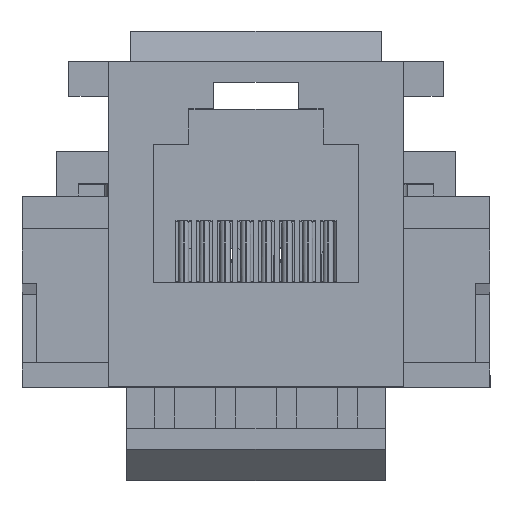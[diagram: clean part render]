
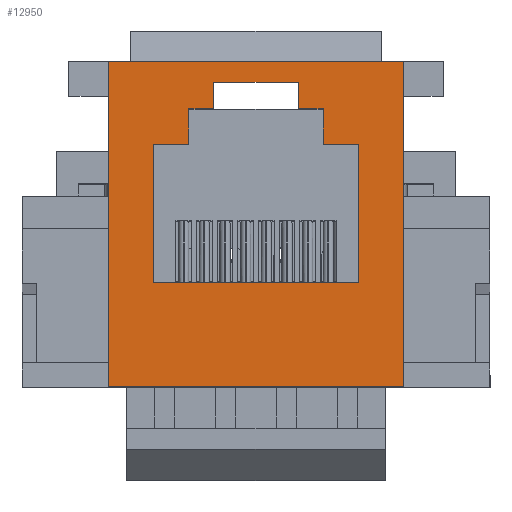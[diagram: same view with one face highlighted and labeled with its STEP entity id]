
A CAD part, top view. The second image highlights one B-rep face of the part: STEP entity #12950.
In plain terms, the highlighted planar face has unit normal (0, 0, 1).
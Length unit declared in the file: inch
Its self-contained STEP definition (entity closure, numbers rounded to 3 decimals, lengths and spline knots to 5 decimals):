
#315 = DIRECTION ( 'NONE',  ( 1., 0., 0. ) ) ;
#316 = DIRECTION ( 'NONE',  ( 0., 0., 1. ) ) ;
#322 = PLANE ( 'NONE',  #3979 ) ;
#328 = CARTESIAN_POINT ( 'NONE',  ( -0.28543, -0.31496, 0.49606 ) ) ;
#1064 = LINE ( 'NONE', #6800, #1091 ) ;
#1087 = LINE ( 'NONE', #6787, #1089 ) ;
#1088 = LINE ( 'NONE', #6798, #1093 ) ;
#1089 = VECTOR ( 'NONE', #6784, 39.37008 ) ;
#1090 = LINE ( 'NONE', #6786, #1095 ) ;
#1091 = VECTOR ( 'NONE', #6780, 39.37008 ) ;
#1092 = LINE ( 'NONE', #6778, #1097 ) ;
#1093 = VECTOR ( 'NONE', #6774, 39.37008 ) ;
#1095 = VECTOR ( 'NONE', #6764, 39.37008 ) ;
#1096 = LINE ( 'NONE', #6761, #1101 ) ;
#1097 = VECTOR ( 'NONE', #6760, 39.37008 ) ;
#1101 = VECTOR ( 'NONE', #6744, 39.37008 ) ;
#3422 = VERTEX_POINT ( 'NONE', #5351 ) ;
#3423 = VERTEX_POINT ( 'NONE', #5350 ) ;
#3424 = VERTEX_POINT ( 'NONE', #5348 ) ;
#3425 = VERTEX_POINT ( 'NONE', #5347 ) ;
#3426 = VERTEX_POINT ( 'NONE', #5346 ) ;
#3427 = VERTEX_POINT ( 'NONE', #5345 ) ;
#3428 = VERTEX_POINT ( 'NONE', #5344 ) ;
#3429 = VERTEX_POINT ( 'NONE', #5343 ) ;
#3430 = VERTEX_POINT ( 'NONE', #5342 ) ;
#3434 = VERTEX_POINT ( 'NONE', #5338 ) ;
#3435 = VERTEX_POINT ( 'NONE', #5337 ) ;
#3443 = VERTEX_POINT ( 'NONE', #5329 ) ;
#3446 = VERTEX_POINT ( 'NONE', #5326 ) ;
#3449 = VERTEX_POINT ( 'NONE', #5323 ) ;
#3454 = VERTEX_POINT ( 'NONE', #5317 ) ;
#3463 = VERTEX_POINT ( 'NONE', #5307 ) ;
#3979 = AXIS2_PLACEMENT_3D ( 'NONE', #328, #316, #315 ) ;
#4321 = DIRECTION ( 'NONE',  ( 0., 1., 0. ) ) ;
#4323 = CARTESIAN_POINT ( 'NONE',  ( 0.28543, 0.31496, 0.49606 ) ) ;
#5307 = CARTESIAN_POINT ( 'NONE',  ( 0.28543, 0.31496, 0.49606 ) ) ;
#5317 = CARTESIAN_POINT ( 'NONE',  ( 0.28543, -0.31496, 0.49606 ) ) ;
#5323 = CARTESIAN_POINT ( 'NONE',  ( -0.28543, 0.31496, 0.49606 ) ) ;
#5326 = CARTESIAN_POINT ( 'NONE',  ( -0.28543, -0.31496, 0.49606 ) ) ;
#5329 = CARTESIAN_POINT ( 'NONE',  ( 0.082, 0.27496, 0.49606 ) ) ;
#5337 = CARTESIAN_POINT ( 'NONE',  ( 0.13, 0.22296, 0.49606 ) ) ;
#5338 = CARTESIAN_POINT ( 'NONE',  ( 0.198, 0.15496, 0.49606 ) ) ;
#5342 = CARTESIAN_POINT ( 'NONE',  ( 0.082, 0.22296, 0.49606 ) ) ;
#5343 = CARTESIAN_POINT ( 'NONE',  ( 0.198, -0.11304, 0.49606 ) ) ;
#5344 = CARTESIAN_POINT ( 'NONE',  ( 0.13, 0.15496, 0.49606 ) ) ;
#5345 = CARTESIAN_POINT ( 'NONE',  ( -0.198, -0.11304, 0.49606 ) ) ;
#5346 = CARTESIAN_POINT ( 'NONE',  ( -0.198, 0.15496, 0.49606 ) ) ;
#5347 = CARTESIAN_POINT ( 'NONE',  ( -0.13, 0.15496, 0.49606 ) ) ;
#5348 = CARTESIAN_POINT ( 'NONE',  ( -0.13, 0.22296, 0.49606 ) ) ;
#5350 = CARTESIAN_POINT ( 'NONE',  ( -0.082, 0.22296, 0.49606 ) ) ;
#5351 = CARTESIAN_POINT ( 'NONE',  ( -0.082, 0.27496, 0.49606 ) ) ;
#5852 = EDGE_LOOP ( 'NONE', ( #11772, #11774, #11776, #11778, #11780, #11782, #11784, #11786, #11788, #11790, #11792, #11794 ) ) ;
#5896 = EDGE_LOOP ( 'NONE', ( #11796, #11798, #11800, #11802 ) ) ;
#6084 = LINE ( 'NONE', #13784, #6087 ) ;
#6087 = VECTOR ( 'NONE', #13773, 39.37008 ) ;
#6098 = LINE ( 'NONE', #13813, #6101 ) ;
#6101 = VECTOR ( 'NONE', #13812, 39.37008 ) ;
#6126 = LINE ( 'NONE', #13446, #6129 ) ;
#6129 = VECTOR ( 'NONE', #13444, 39.37008 ) ;
#6130 = LINE ( 'NONE', #13787, #6135 ) ;
#6134 = LINE ( 'NONE', #13430, #6139 ) ;
#6135 = VECTOR ( 'NONE', #13427, 39.37008 ) ;
#6139 = VECTOR ( 'NONE', #13450, 39.37008 ) ;
#6150 = LINE ( 'NONE', #13429, #6153 ) ;
#6152 = LINE ( 'NONE', #13449, #6159 ) ;
#6153 = VECTOR ( 'NONE', #13426, 39.37008 ) ;
#6154 = LINE ( 'NONE', #13424, #6157 ) ;
#6157 = VECTOR ( 'NONE', #13420, 39.37008 ) ;
#6159 = VECTOR ( 'NONE', #7109, 39.37008 ) ;
#6162 = LINE ( 'NONE', #7093, #6165 ) ;
#6165 = VECTOR ( 'NONE', #7085, 39.37008 ) ;
#6744 = DIRECTION ( 'NONE',  ( -1., 0., 0. ) ) ;
#6760 = DIRECTION ( 'NONE',  ( 0., -1., 0. ) ) ;
#6761 = CARTESIAN_POINT ( 'NONE',  ( -0.082, 0.27496, 0.49606 ) ) ;
#6764 = DIRECTION ( 'NONE',  ( -1., 0., 0. ) ) ;
#6774 = DIRECTION ( 'NONE',  ( 0., -1., 0. ) ) ;
#6778 = CARTESIAN_POINT ( 'NONE',  ( -0.082, 0.22296, 0.49606 ) ) ;
#6780 = DIRECTION ( 'NONE',  ( -1., 0., 0. ) ) ;
#6784 = DIRECTION ( 'NONE',  ( 0., -1., 0. ) ) ;
#6786 = CARTESIAN_POINT ( 'NONE',  ( -0.13, 0.22296, 0.49606 ) ) ;
#6787 = CARTESIAN_POINT ( 'NONE',  ( -0.198, -0.11304, 0.49606 ) ) ;
#6798 = CARTESIAN_POINT ( 'NONE',  ( -0.13, 0.15496, 0.49606 ) ) ;
#6800 = CARTESIAN_POINT ( 'NONE',  ( -0.198, 0.15496, 0.49606 ) ) ;
#7085 = DIRECTION ( 'NONE',  ( 1., 0., 0. ) ) ;
#7093 = CARTESIAN_POINT ( 'NONE',  ( 0.198, -0.11304, 0.49606 ) ) ;
#7109 = DIRECTION ( 'NONE',  ( 0., 1., 0. ) ) ;
#7743 = LINE ( 'NONE', #4323, #7746 ) ;
#7746 = VECTOR ( 'NONE', #4321, 39.37008 ) ;
#8345 = FACE_BOUND ( 'NONE', #5852, .T. ) ;
#8348 = FACE_OUTER_BOUND ( 'NONE', #5896, .T. ) ;
#9835 = EDGE_CURVE ( 'NONE', #3449, #3446, #6084, .T. ) ;
#9842 = EDGE_CURVE ( 'NONE', #3446, #3454, #6098, .T. ) ;
#9856 = EDGE_CURVE ( 'NONE', #3463, #3449, #6126, .T. ) ;
#9859 = EDGE_CURVE ( 'NONE', #3430, #3443, #6130, .T. ) ;
#9861 = EDGE_CURVE ( 'NONE', #3435, #3430, #6134, .T. ) ;
#9868 = EDGE_CURVE ( 'NONE', #3428, #3435, #6150, .T. ) ;
#9870 = EDGE_CURVE ( 'NONE', #3434, #3428, #6154, .T. ) ;
#9871 = EDGE_CURVE ( 'NONE', #3429, #3434, #6152, .T. ) ;
#9874 = EDGE_CURVE ( 'NONE', #3427, #3429, #6162, .T. ) ;
#10307 = EDGE_CURVE ( 'NONE', #3426, #3427, #1087, .T. ) ;
#10308 = EDGE_CURVE ( 'NONE', #3425, #3426, #1064, .T. ) ;
#10309 = EDGE_CURVE ( 'NONE', #3424, #3425, #1088, .T. ) ;
#10310 = EDGE_CURVE ( 'NONE', #3423, #3424, #1090, .T. ) ;
#10311 = EDGE_CURVE ( 'NONE', #3422, #3423, #1092, .T. ) ;
#10313 = EDGE_CURVE ( 'NONE', #3443, #3422, #1096, .T. ) ;
#10716 = EDGE_CURVE ( 'NONE', #3454, #3463, #7743, .T. ) ;
#11772 = ORIENTED_EDGE ( 'NONE', *, *, #9859, .F. ) ;
#11774 = ORIENTED_EDGE ( 'NONE', *, *, #9861, .F. ) ;
#11776 = ORIENTED_EDGE ( 'NONE', *, *, #9868, .F. ) ;
#11778 = ORIENTED_EDGE ( 'NONE', *, *, #9870, .F. ) ;
#11780 = ORIENTED_EDGE ( 'NONE', *, *, #9871, .F. ) ;
#11782 = ORIENTED_EDGE ( 'NONE', *, *, #9874, .F. ) ;
#11784 = ORIENTED_EDGE ( 'NONE', *, *, #10307, .F. ) ;
#11786 = ORIENTED_EDGE ( 'NONE', *, *, #10308, .F. ) ;
#11788 = ORIENTED_EDGE ( 'NONE', *, *, #10309, .F. ) ;
#11790 = ORIENTED_EDGE ( 'NONE', *, *, #10310, .F. ) ;
#11792 = ORIENTED_EDGE ( 'NONE', *, *, #10311, .F. ) ;
#11794 = ORIENTED_EDGE ( 'NONE', *, *, #10313, .F. ) ;
#11796 = ORIENTED_EDGE ( 'NONE', *, *, #9835, .T. ) ;
#11798 = ORIENTED_EDGE ( 'NONE', *, *, #9842, .T. ) ;
#11800 = ORIENTED_EDGE ( 'NONE', *, *, #10716, .T. ) ;
#11802 = ORIENTED_EDGE ( 'NONE', *, *, #9856, .T. ) ;
#12950 = ADVANCED_FACE ( 'NONE', ( #8345, #8348 ), #322, .T. ) ;
#13420 = DIRECTION ( 'NONE',  ( -1., 0., 0. ) ) ;
#13424 = CARTESIAN_POINT ( 'NONE',  ( 0.13, 0.15496, 0.49606 ) ) ;
#13426 = DIRECTION ( 'NONE',  ( 0., 1., 0. ) ) ;
#13427 = DIRECTION ( 'NONE',  ( 0., 1., 0. ) ) ;
#13429 = CARTESIAN_POINT ( 'NONE',  ( 0.13, 0.22296, 0.49606 ) ) ;
#13430 = CARTESIAN_POINT ( 'NONE',  ( 0.082, 0.22296, 0.49606 ) ) ;
#13444 = DIRECTION ( 'NONE',  ( -1., 0., 0. ) ) ;
#13446 = CARTESIAN_POINT ( 'NONE',  ( -0.28543, 0.31496, 0.49606 ) ) ;
#13449 = CARTESIAN_POINT ( 'NONE',  ( 0.198, 0.15496, 0.49606 ) ) ;
#13450 = DIRECTION ( 'NONE',  ( -1., 0., 0. ) ) ;
#13773 = DIRECTION ( 'NONE',  ( 0., -1., 0. ) ) ;
#13784 = CARTESIAN_POINT ( 'NONE',  ( -0.28543, 0.31496, 0.49606 ) ) ;
#13787 = CARTESIAN_POINT ( 'NONE',  ( 0.082, 0.27496, 0.49606 ) ) ;
#13812 = DIRECTION ( 'NONE',  ( 1., 0., 0. ) ) ;
#13813 = CARTESIAN_POINT ( 'NONE',  ( -0.28543, -0.31496, 0.49606 ) ) ;
